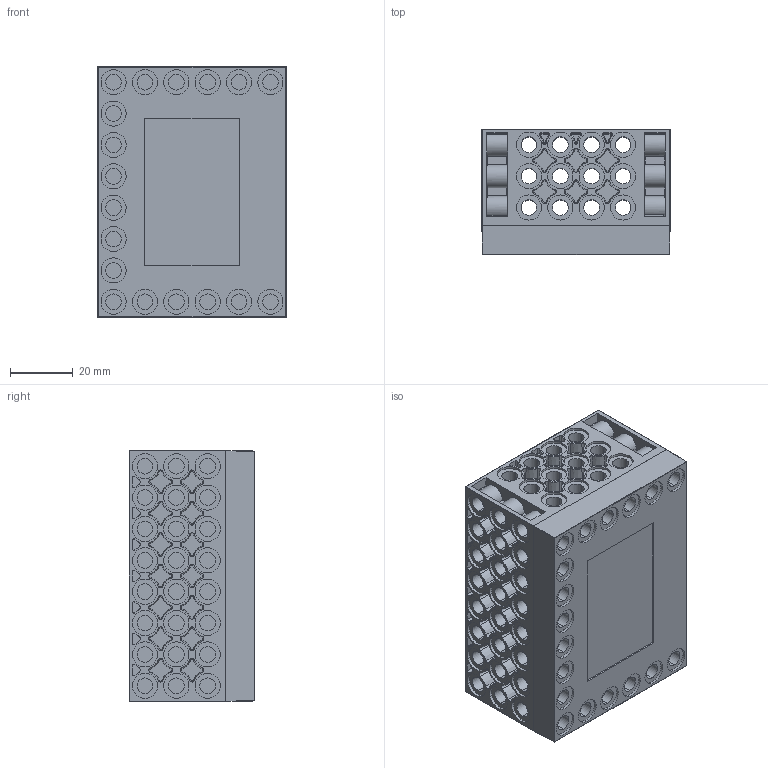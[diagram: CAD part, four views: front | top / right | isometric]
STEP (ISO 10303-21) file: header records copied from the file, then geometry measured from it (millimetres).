
FILE_DESCRIPTION (( 'STEP AP214' ), '1' );
FILE_NAME ('BAbeta_bottom.STEP', '2019-09-11T08:01:01', ( '' ), ( '' ), 'SwSTEP 2.0', 'SolidWorks 2019', '' );
FILE_SCHEMA (( 'AUTOMOTIVE_DESIGN' ));
Length unit declared in the file: millimetre
Products named in the file (1): BAbeta_bottom
Bounding box: 60 x 40 x 80 mm (x, y, z)
Volume: 52997.3 mm3; surface area: 46546.2 mm2
Topology: 1 solids, 24 shells, 1165 faces, 2764 edges, 1800 vertices
Faces by surface type: cylinder 486, plane 356, cone 253, sphere 36, torus 20, bspline 14
Entity records: 37144 total; most frequent: CARTESIAN_POINT 8037, DIRECTION 6392, ORIENTED_EDGE 5520, EDGE_CURVE 2760, AXIS2_PLACEMENT_3D 2603, VERTEX_POINT 1800, CIRCLE 1451, EDGE_LOOP 1408
